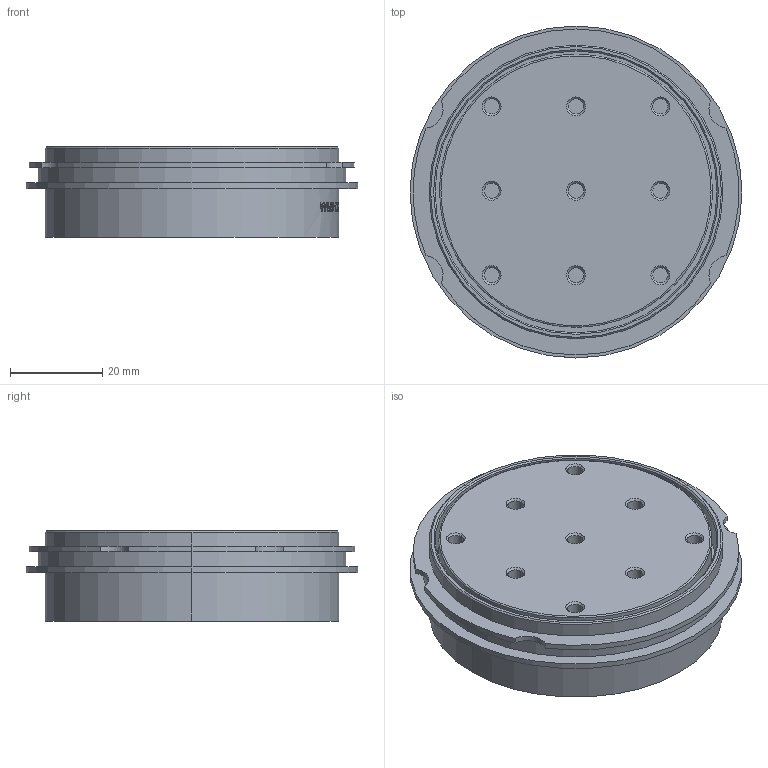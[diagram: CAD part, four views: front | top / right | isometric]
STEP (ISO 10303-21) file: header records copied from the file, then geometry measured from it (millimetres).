
FILE_DESCRIPTION (( 'STEP AP203' ), '1' );
FILE_NAME ('CSC2-6PMA.STEP', '2025-08-28T07:37:50', ( '' ), ( '' ), 'SwSTEP 2.0', 'SolidWorks 2020', '' );
FILE_SCHEMA (( 'CONFIG_CONTROL_DESIGN' ));
Length unit declared in the file: millimetre
Products named in the file (1): CSC2-6PMA
Bounding box: 71.8 x 71.8 x 19.5 mm (x, y, z)
Volume: 58289 mm3; surface area: 26862.9 mm2
Topology: 26 solids, 26 shells, 853 faces, 2095 edges, 1312 vertices
Faces by surface type: bspline 299, plane 218, cylinder 186, cone 138, sphere 12
Entity records: 64908 total; most frequent: CARTESIAN_POINT 47144, ORIENTED_EDGE 4090, DIRECTION 2895, EDGE_CURVE 2045, VERTEX_POINT 1306, AXIS2_PLACEMENT_3D 1165, EDGE_LOOP 953, FACE_OUTER_BOUND 853
